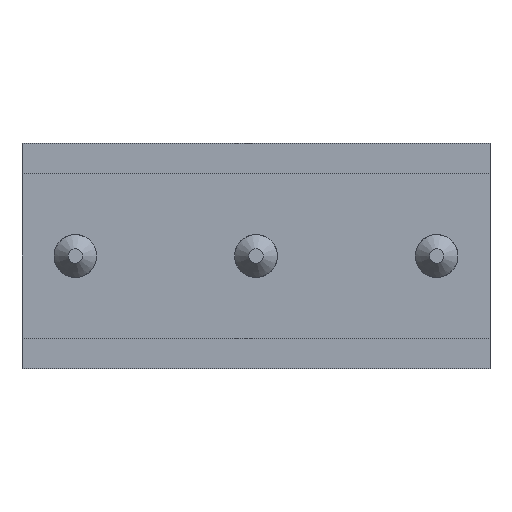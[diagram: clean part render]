
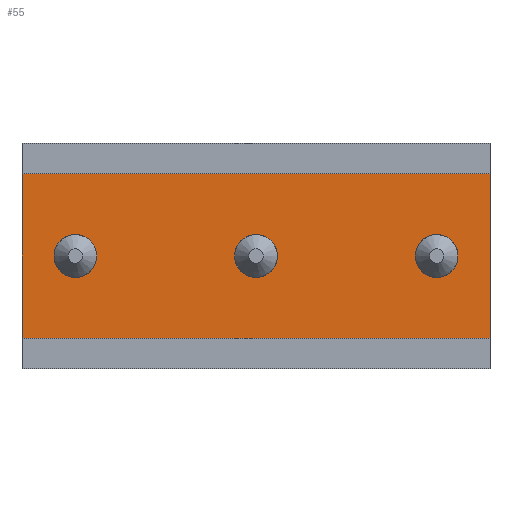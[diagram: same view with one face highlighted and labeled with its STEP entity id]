
A CAD part, front view. The second image highlights one B-rep face of the part: STEP entity #55.
In plain terms, the highlighted planar face has unit normal (0, -1, 0).
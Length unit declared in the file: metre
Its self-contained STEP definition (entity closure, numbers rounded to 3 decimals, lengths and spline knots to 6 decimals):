
#55 = ADVANCED_FACE( '', ( #112, #113, #114, #115 ), #116, .F. );
#112 = FACE_OUTER_BOUND( '', #212, .T. );
#113 = FACE_BOUND( '', #213, .T. );
#114 = FACE_BOUND( '', #214, .T. );
#115 = FACE_BOUND( '', #215, .T. );
#116 = PLANE( '', #216 );
#212 = EDGE_LOOP( '', ( #353, #354, #355, #356 ) );
#213 = EDGE_LOOP( '', ( #357 ) );
#214 = EDGE_LOOP( '', ( #358 ) );
#215 = EDGE_LOOP( '', ( #359 ) );
#216 = AXIS2_PLACEMENT_3D( '', #360, #361, #362 );
#353 = ORIENTED_EDGE( '', *, *, #618, .F. );
#354 = ORIENTED_EDGE( '', *, *, #619, .T. );
#355 = ORIENTED_EDGE( '', *, *, #620, .T. );
#356 = ORIENTED_EDGE( '', *, *, #621, .T. );
#357 = ORIENTED_EDGE( '', *, *, #591, .T. );
#358 = ORIENTED_EDGE( '', *, *, #622, .T. );
#359 = ORIENTED_EDGE( '', *, *, #595, .T. );
#360 = CARTESIAN_POINT( '', ( 0.00658, -0.0009, -0.002315 ) );
#361 = DIRECTION( '', ( 0., 1., 0. ) );
#362 = DIRECTION( '', ( 1., 0., 0. ) );
#591 = EDGE_CURVE( '', #684, #684, #685, .T. );
#595 = EDGE_CURVE( '', #692, #692, #693, .T. );
#618 = EDGE_CURVE( '', #737, #738, #739, .T. );
#619 = EDGE_CURVE( '', #737, #740, #741, .T. );
#620 = EDGE_CURVE( '', #740, #742, #743, .T. );
#621 = EDGE_CURVE( '', #742, #738, #744, .T. );
#622 = EDGE_CURVE( '', #745, #745, #746, .T. );
#684 = VERTEX_POINT( '', #873 );
#685 = CIRCLE( '', #874, 0.0006 );
#692 = VERTEX_POINT( '', #899 );
#693 = CIRCLE( '', #900, 0.0006 );
#737 = VERTEX_POINT( '', #981 );
#738 = VERTEX_POINT( '', #982 );
#739 = LINE( '', #983, #984 );
#740 = VERTEX_POINT( '', #985 );
#741 = LINE( '', #986, #987 );
#742 = VERTEX_POINT( '', #988 );
#743 = LINE( '', #989, #990 );
#744 = LINE( '', #991, #992 );
#745 = VERTEX_POINT( '', #993 );
#746 = CIRCLE( '', #994, 0.0006 );
#873 = CARTESIAN_POINT( '', ( -0.00568, -0.0009, 0. ) );
#874 = AXIS2_PLACEMENT_3D( '', #1155, #1156, #1157 );
#899 = CARTESIAN_POINT( '', ( 0.00448, -0.0009, 0. ) );
#900 = AXIS2_PLACEMENT_3D( '', #1161, #1162, #1163 );
#981 = CARTESIAN_POINT( '', ( 0.00658, -0.0009, -0.002315 ) );
#982 = CARTESIAN_POINT( '', ( -0.00658, -0.0009, -0.002315 ) );
#983 = CARTESIAN_POINT( '', ( 0.00658, -0.0009, -0.002315 ) );
#984 = VECTOR( '', #1186, 1. );
#985 = CARTESIAN_POINT( '', ( 0.00658, -0.0009, 0.002315 ) );
#986 = CARTESIAN_POINT( '', ( 0.00658, -0.0009, -0.002315 ) );
#987 = VECTOR( '', #1187, 1. );
#988 = CARTESIAN_POINT( '', ( -0.00658, -0.0009, 0.002315 ) );
#989 = CARTESIAN_POINT( '', ( 0.00658, -0.0009, 0.002315 ) );
#990 = VECTOR( '', #1188, 1. );
#991 = CARTESIAN_POINT( '', ( -0.00658, -0.0009, 0.002315 ) );
#992 = VECTOR( '', #1189, 1. );
#993 = CARTESIAN_POINT( '', ( -0.0006, -0.0009, 0. ) );
#994 = AXIS2_PLACEMENT_3D( '', #1190, #1191, #1192 );
#1155 = CARTESIAN_POINT( '', ( -0.00508, -0.0009, 0. ) );
#1156 = DIRECTION( '', ( 0., 1., 0. ) );
#1157 = DIRECTION( '', ( -1., 0., 0. ) );
#1161 = CARTESIAN_POINT( '', ( 0.00508, -0.0009, 0. ) );
#1162 = DIRECTION( '', ( 0., 1., 0. ) );
#1163 = DIRECTION( '', ( -1., 0., 0. ) );
#1186 = DIRECTION( '', ( -1., 0., 0. ) );
#1187 = DIRECTION( '', ( 0., 0., 1. ) );
#1188 = DIRECTION( '', ( -1., 0., 0. ) );
#1189 = DIRECTION( '', ( 0., 0., -1. ) );
#1190 = CARTESIAN_POINT( '', ( 0., -0.0009, 0. ) );
#1191 = DIRECTION( '', ( 0., 1., 0. ) );
#1192 = DIRECTION( '', ( -1., 0., 0. ) );
